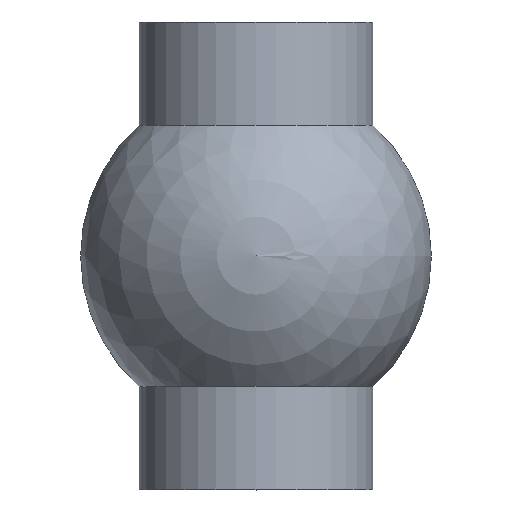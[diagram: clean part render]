
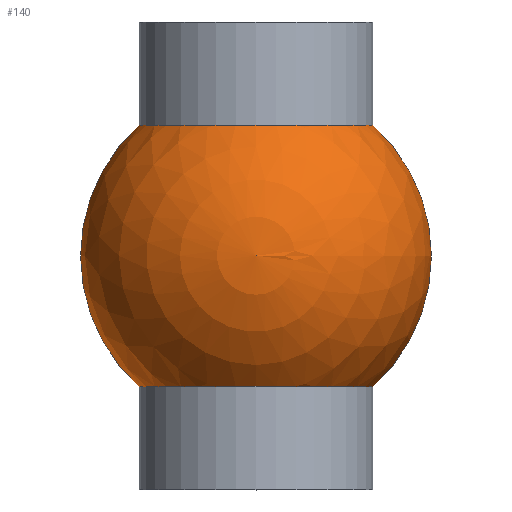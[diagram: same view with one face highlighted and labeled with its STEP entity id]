
A CAD part, top view. The second image highlights one B-rep face of the part: STEP entity #140.
In plain terms, the highlighted spherical face has radius 3 mm.
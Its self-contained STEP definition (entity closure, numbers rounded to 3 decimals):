
#21 = DIRECTION ( 'NONE',  ( -1., 0., 0. ) ) ;
#23 = DIRECTION ( 'NONE',  ( 0., 1., 0. ) ) ;
#58 = VERTEX_POINT ( 'NONE', #258 ) ;
#61 = CARTESIAN_POINT ( 'NONE',  ( 0., 2.236, 0. ) ) ;
#71 = CARTESIAN_POINT ( 'NONE',  ( 2., 2.236, 0. ) ) ;
#75 = CARTESIAN_POINT ( 'NONE',  ( 0., -2.236, 0. ) ) ;
#78 = CARTESIAN_POINT ( 'NONE',  ( 2., -2.236, 0. ) ) ;
#80 = EDGE_CURVE ( 'NONE', #58, #324, #175, .T. ) ;
#94 = AXIS2_PLACEMENT_3D ( 'NONE', #297, #298, #215 ) ;
#99 = EDGE_CURVE ( 'NONE', #253, #324, #247, .T. ) ;
#113 = SPHERICAL_SURFACE ( 'NONE', #94, 3. ) ;
#121 = CARTESIAN_POINT ( 'NONE',  ( -2., -2.236, 0. ) ) ;
#127 = DIRECTION ( 'NONE',  ( 0., 0., -1. ) ) ;
#130 = AXIS2_PLACEMENT_3D ( 'NONE', #75, #216, #189 ) ;
#138 = ORIENTED_EDGE ( 'NONE', *, *, #99, .T. ) ;
#140 = ADVANCED_FACE ( 'NONE', ( #349 ), #113, .T. ) ;
#142 = AXIS2_PLACEMENT_3D ( 'NONE', #61, #23, #21 ) ;
#145 = DIRECTION ( 'NONE',  ( 1., 0., 0. ) ) ;
#149 = DIRECTION ( 'NONE',  ( 0., 0., 1. ) ) ;
#170 = CARTESIAN_POINT ( 'NONE',  ( 0., 0., 0. ) ) ;
#171 = AXIS2_PLACEMENT_3D ( 'NONE', #292, #127, #315 ) ;
#175 = CIRCLE ( 'NONE', #142, 2. ) ;
#189 = DIRECTION ( 'NONE',  ( -1., 0., 0. ) ) ;
#193 = ORIENTED_EDGE ( 'NONE', *, *, #80, .F. ) ;
#201 = ORIENTED_EDGE ( 'NONE', *, *, #285, .F. ) ;
#203 = CIRCLE ( 'NONE', #171, 3. ) ;
#215 = DIRECTION ( 'NONE',  ( 1., 0., 0. ) ) ;
#216 = DIRECTION ( 'NONE',  ( 0., 1., 0. ) ) ;
#247 = CIRCLE ( 'NONE', #249, 3. ) ;
#249 = AXIS2_PLACEMENT_3D ( 'NONE', #170, #149, #145 ) ;
#250 = EDGE_LOOP ( 'NONE', ( #201, #283, #138, #193 ) ) ;
#253 = VERTEX_POINT ( 'NONE', #78 ) ;
#258 = CARTESIAN_POINT ( 'NONE',  ( -2., 2.236, 0. ) ) ;
#277 = CIRCLE ( 'NONE', #130, 2. ) ;
#283 = ORIENTED_EDGE ( 'NONE', *, *, #291, .T. ) ;
#285 = EDGE_CURVE ( 'NONE', #335, #58, #203, .T. ) ;
#291 = EDGE_CURVE ( 'NONE', #335, #253, #277, .T. ) ;
#292 = CARTESIAN_POINT ( 'NONE',  ( 0., 0., 0. ) ) ;
#297 = CARTESIAN_POINT ( 'NONE',  ( 0., 0., 0. ) ) ;
#298 = DIRECTION ( 'NONE',  ( 0., 0., -1. ) ) ;
#315 = DIRECTION ( 'NONE',  ( -1., 0., 0. ) ) ;
#324 = VERTEX_POINT ( 'NONE', #71 ) ;
#335 = VERTEX_POINT ( 'NONE', #121 ) ;
#349 = FACE_OUTER_BOUND ( 'NONE', #250, .T. ) ;
